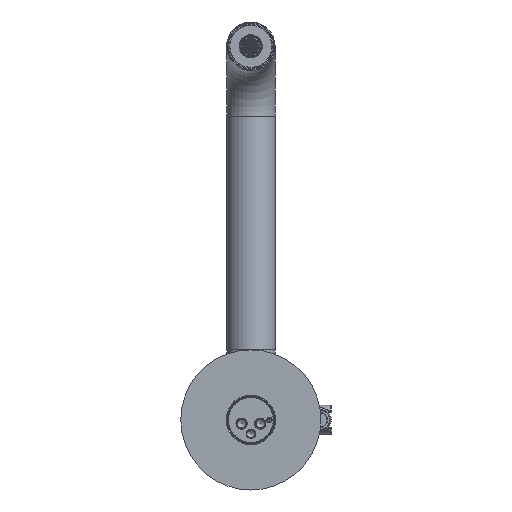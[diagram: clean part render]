
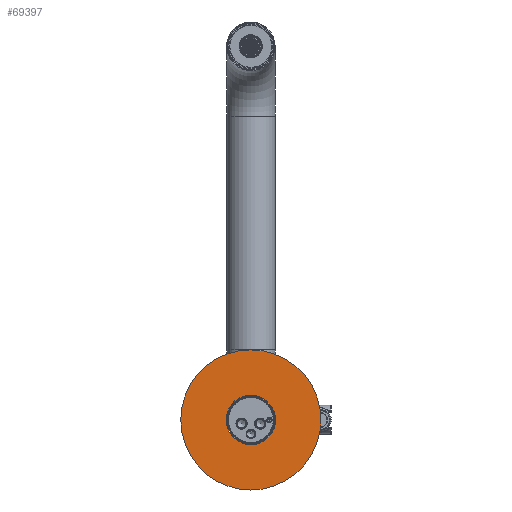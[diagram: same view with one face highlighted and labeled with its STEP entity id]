
A CAD part, front view. The second image highlights one B-rep face of the part: STEP entity #69397.
In plain terms, the highlighted face is planar.
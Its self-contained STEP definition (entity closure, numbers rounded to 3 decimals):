
#14359=PLANE('',#103951);
#17752=CIRCLE('',#103949,26.5);
#17754=CIRCLE('',#103952,75.);
#18630=ORIENTED_EDGE('',*,*,#40280,.T.);
#18631=ORIENTED_EDGE('',*,*,#40282,.T.);
#40280=EDGE_CURVE('',#51110,#51110,#17752,.T.);
#40282=EDGE_CURVE('',#51112,#51112,#17754,.T.);
#51110=VERTEX_POINT('',#127540);
#51112=VERTEX_POINT('',#127545);
#58482=EDGE_LOOP('',(#18630));
#58483=EDGE_LOOP('',(#18631));
#63800=FACE_BOUND('',#58482,.T.);
#63801=FACE_BOUND('',#58483,.T.);
#69397=ADVANCED_FACE('',(#63800,#63801),#14359,.T.);
#103949=AXIS2_PLACEMENT_3D('',#127539,#108631,#108632);
#103951=AXIS2_PLACEMENT_3D('',#127543,#108635,#108636);
#103952=AXIS2_PLACEMENT_3D('',#127544,#108637,#108638);
#108631=DIRECTION('',(0.,-1.,0.));
#108632=DIRECTION('',(-1.,0.,0.));
#108635=DIRECTION('',(0.,1.,0.));
#108636=DIRECTION('',(1.,0.,0.));
#108637=DIRECTION('',(0.,1.,0.));
#108638=DIRECTION('',(1.,0.,0.));
#127539=CARTESIAN_POINT('',(0.,2.,0.));
#127540=CARTESIAN_POINT('',(-26.5,2.,0.));
#127543=CARTESIAN_POINT('',(0.,2.,0.));
#127544=CARTESIAN_POINT('',(0.,2.,0.));
#127545=CARTESIAN_POINT('',(75.,2.,0.));
